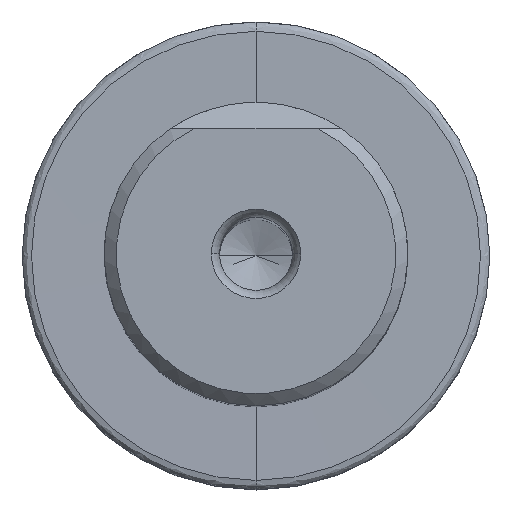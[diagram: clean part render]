
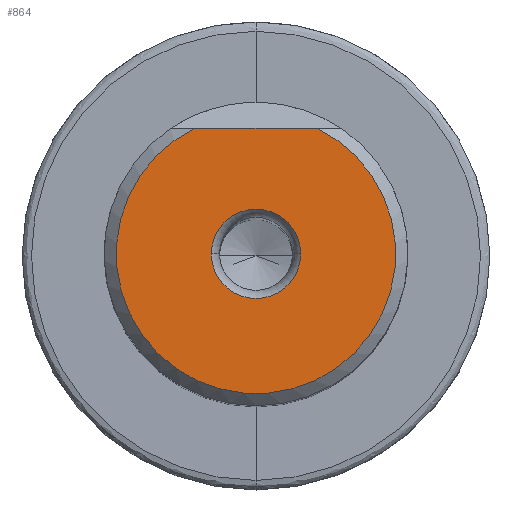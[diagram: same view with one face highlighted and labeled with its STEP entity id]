
A CAD part, top view. The second image highlights one B-rep face of the part: STEP entity #864.
In plain terms, the highlighted face is planar.
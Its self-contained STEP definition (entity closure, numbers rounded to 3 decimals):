
#20=DIRECTION('',(-1.,0.,0.));
#21=VECTOR('',#20,10.087);
#22=CARTESIAN_POINT('',(5.044,10.335,0.));
#23=LINE('',#22,#21);
#28=CARTESIAN_POINT('',(0.,0.,0.));
#29=DIRECTION('',(0.,0.,1.));
#30=DIRECTION('',(-1.,0.,0.));
#31=AXIS2_PLACEMENT_3D('',#28,#29,#30);
#36=CARTESIAN_POINT('',(0.,0.,0.));
#37=DIRECTION('',(0.,0.,1.));
#38=DIRECTION('',(1.,0.,0.));
#39=AXIS2_PLACEMENT_3D('',#36,#37,#38);
#103=CARTESIAN_POINT('',(0.,0.,0.));
#104=DIRECTION('',(0.,0.,-1.));
#105=DIRECTION('',(0.439,0.899,0.));
#106=AXIS2_PLACEMENT_3D('',#103,#104,#105);
#830=CARTESIAN_POINT('',(-3.677,0.,0.));
#831=VERTEX_POINT('',#830);
#832=CARTESIAN_POINT('',(3.677,0.,0.));
#833=VERTEX_POINT('',#832);
#840=CARTESIAN_POINT('',(5.044,10.335,0.));
#841=CARTESIAN_POINT('',(-5.044,10.335,0.));
#842=VERTEX_POINT('',#840);
#843=VERTEX_POINT('',#841);
#847=CARTESIAN_POINT('',(0.,0.,0.));
#848=DIRECTION('',(0.,0.,-1.));
#849=DIRECTION('',(0.,-1.,0.));
#850=AXIS2_PLACEMENT_3D('',#847,#848,#849);
#851=PLANE('',#850);
#853=ORIENTED_EDGE('',*,*,#852,.T.);
#855=ORIENTED_EDGE('',*,*,#854,.F.);
#856=EDGE_LOOP('',(#853,#855));
#857=FACE_OUTER_BOUND('',#856,.F.);
#859=ORIENTED_EDGE('',*,*,#858,.F.);
#861=ORIENTED_EDGE('',*,*,#860,.F.);
#862=EDGE_LOOP('',(#859,#861));
#863=FACE_BOUND('',#862,.F.);
#32=CIRCLE('',#31,3.677);
#40=CIRCLE('',#39,3.677);
#107=CIRCLE('',#106,11.5);
#852=EDGE_CURVE('',#842,#843,#23,.T.);
#854=EDGE_CURVE('',#842,#843,#107,.T.);
#858=EDGE_CURVE('',#831,#833,#32,.T.);
#860=EDGE_CURVE('',#833,#831,#40,.T.);
#864=ADVANCED_FACE('',(#857,#863),#851,.T.);
